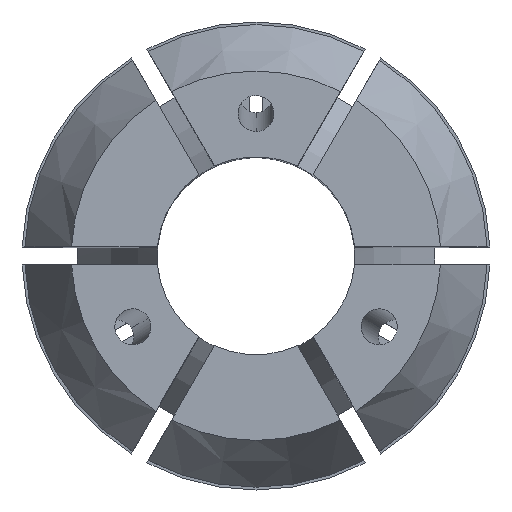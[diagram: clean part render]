
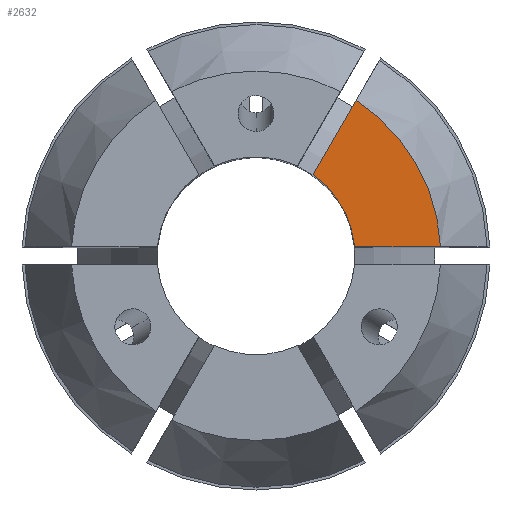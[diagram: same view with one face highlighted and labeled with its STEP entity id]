
A CAD part, top view. The second image highlights one B-rep face of the part: STEP entity #2632.
In plain terms, the highlighted planar face has unit normal (0, 0, 1).
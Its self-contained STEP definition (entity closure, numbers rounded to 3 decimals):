
#249 = CARTESIAN_POINT ( 'NONE',  ( 0., 10.263, 34. ) ) ;
#420 = LINE ( 'NONE', #1795, #2673 ) ;
#710 = DIRECTION ( 'NONE',  ( -1., 0., 0. ) ) ;
#779 = EDGE_CURVE ( 'NONE', #1773, #1348, #2119, .T. ) ;
#818 = FACE_OUTER_BOUND ( 'NONE', #1435, .T. ) ;
#956 = CARTESIAN_POINT ( 'NONE',  ( 0., 0., 34. ) ) ;
#963 = ORIENTED_EDGE ( 'NONE', *, *, #2683, .F. ) ;
#1104 = DIRECTION ( 'NONE',  ( 1., 0., 0. ) ) ;
#1225 = DIRECTION ( 'NONE',  ( 0., 0., 1. ) ) ;
#1270 = DIRECTION ( 'NONE',  ( 0.5, 0.866, 0. ) ) ;
#1348 = VERTEX_POINT ( 'NONE', #2529 ) ;
#1435 = EDGE_LOOP ( 'NONE', ( #3216, #2543, #3360, #963 ) ) ;
#1636 = CARTESIAN_POINT ( 'NONE',  ( 3.172, 4.493, 34. ) ) ;
#1654 = VERTEX_POINT ( 'NONE', #2397 ) ;
#1773 = VERTEX_POINT ( 'NONE', #3713 ) ;
#1795 = CARTESIAN_POINT ( 'NONE',  ( 4.877, 7.447, 34. ) ) ;
#1888 = CARTESIAN_POINT ( 'NONE',  ( 0., 0., 34. ) ) ;
#1947 = PLANE ( 'NONE',  #2274 ) ;
#2087 = AXIS2_PLACEMENT_3D ( 'NONE', #1888, #2698, #2221 ) ;
#2119 = LINE ( 'NONE', #2406, #3193 ) ;
#2221 = DIRECTION ( 'NONE',  ( -1., 0., 0. ) ) ;
#2274 = AXIS2_PLACEMENT_3D ( 'NONE', #249, #2802, #1104 ) ;
#2397 = CARTESIAN_POINT ( 'NONE',  ( 5.558, 8.627, 34. ) ) ;
#2406 = CARTESIAN_POINT ( 'NONE',  ( 0., 0.5, 34. ) ) ;
#2529 = CARTESIAN_POINT ( 'NONE',  ( 5.477, 0.5, 34. ) ) ;
#2543 = ORIENTED_EDGE ( 'NONE', *, *, #2895, .F. ) ;
#2601 = VERTEX_POINT ( 'NONE', #1636 ) ;
#2632 = ADVANCED_FACE ( 'NONE', ( #818 ), #1947, .T. ) ;
#2670 = EDGE_CURVE ( 'NONE', #2601, #1654, #420, .T. ) ;
#2673 = VECTOR ( 'NONE', #1270, 1000. ) ;
#2683 = EDGE_CURVE ( 'NONE', #1654, #1773, #2953, .T. ) ;
#2695 = AXIS2_PLACEMENT_3D ( 'NONE', #956, #1225, #3518 ) ;
#2698 = DIRECTION ( 'NONE',  ( 0., 0., -1. ) ) ;
#2802 = DIRECTION ( 'NONE',  ( 0., 0., 1. ) ) ;
#2895 = EDGE_CURVE ( 'NONE', #1348, #2601, #2906, .T. ) ;
#2906 = CIRCLE ( 'NONE', #2695, 5.5 ) ;
#2953 = CIRCLE ( 'NONE', #2087, 10.263 ) ;
#3193 = VECTOR ( 'NONE', #710, 1000. ) ;
#3216 = ORIENTED_EDGE ( 'NONE', *, *, #2670, .F. ) ;
#3360 = ORIENTED_EDGE ( 'NONE', *, *, #779, .F. ) ;
#3518 = DIRECTION ( 'NONE',  ( 1., 0., 0. ) ) ;
#3713 = CARTESIAN_POINT ( 'NONE',  ( 10.251, 0.5, 34. ) ) ;
